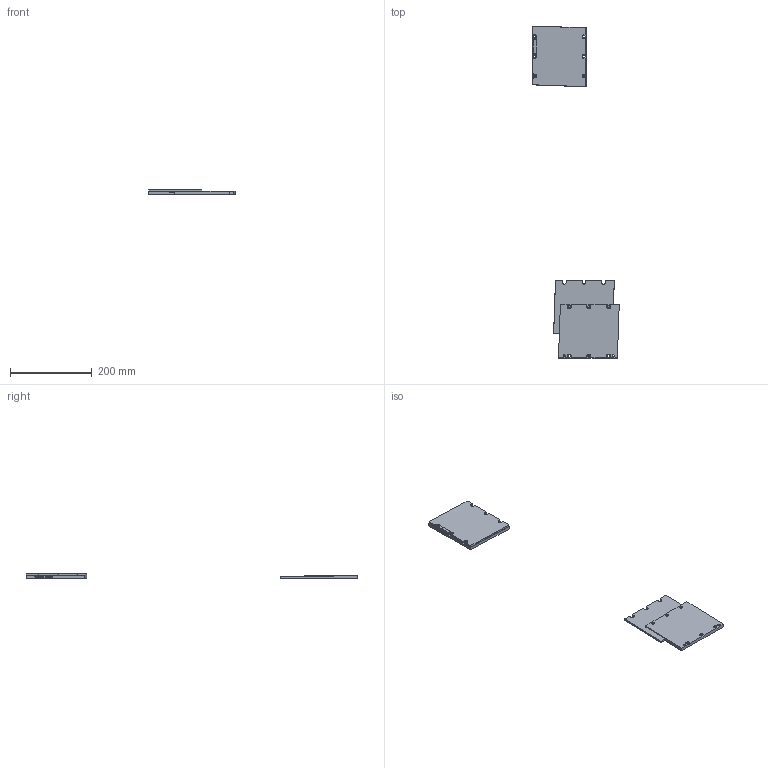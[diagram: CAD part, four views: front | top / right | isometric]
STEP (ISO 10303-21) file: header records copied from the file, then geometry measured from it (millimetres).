
FILE_DESCRIPTION( ( 'Unknown' ), '1' );
FILE_NAME( 'Magnetplate TB144 15052006.stp', 'Unknown', ( 'Unknown' ), ( 'Unknown' ), 'XStep 1.0', 'Unknown', ' ' );
FILE_SCHEMA( ( 'CONFIG_CONTROL_DESIGN' ) );
Length unit declared in the file: millimetre
Products named in the file (18): Assem1; 4022 368 11761; 4022 363 70602; Giethars 144mm; Gravering 144mm
Bounding box: 211.29 x 811.14 x 12.2 mm (x, y, z)
Volume: 594772.1 mm3; surface area: 205435.5 mm2
Topology: 33 solids, 33 shells, 521 faces, 1362 edges, 909 vertices
Faces by surface type: plane 358, extrusion 66, cylinder 53, cone 44
Full cylindrical faces by diameter (mm): 5 x3, 6 x18
Entity records: 9105 total; most frequent: CARTESIAN_POINT 2769, ORIENTED_EDGE 1228, DIRECTION 947, EDGE_CURVE 614, VERTEX_POINT 414, VECTOR 333, AXIS2_PLACEMENT_3D 307, LINE 300
